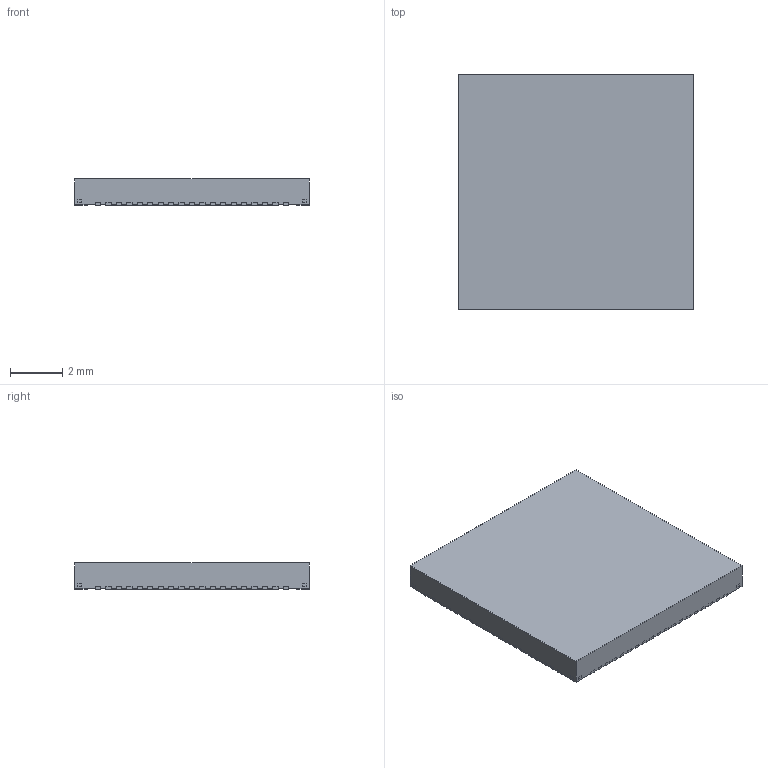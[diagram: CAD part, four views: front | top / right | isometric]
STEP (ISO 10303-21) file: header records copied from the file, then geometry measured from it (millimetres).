
FILE_DESCRIPTION((''),'2;1');
FILE_NAME('RRF0076A_ASM','2019-04-24T13:41:14',('a0412086'),(''),'CREO PARAMETRIC BY PTC INC, 2018020','CREO PARAMETRIC BY PTC INC, 2018020','');
FILE_SCHEMA(('AUTOMOTIVE_DESIGN { 1 0 10303 214 1 1 1 1 }'));
Length unit declared in the file: millimetre
Products named in the file (4): FRAME; BODY; PIN1_AREA; RRF0076A_ASM
Assembly tree (3 placements, depth 2):
  RRF0076A_ASM
    FRAME
    BODY
    PIN1_AREA
Bounding box: 9 x 9 x 1 mm (x, y, z)
Volume: 80.1 mm3; surface area: 312.1 mm2
Topology: 82 solids, 82 shells, 1139 faces, 2922 edges, 1948 vertices
Faces by surface type: plane 835, cylinder 304
Entity records: 44393 total; most frequent: CARTESIAN_POINT 6023, ORIENTED_EDGE 5844, DIRECTION 5822, PRESENTATION_STYLE_ASSIGNMENT 3088, STYLED_ITEM 3004, CURVE_STYLE 2922, EDGE_CURVE 2922, VECTOR 2314
